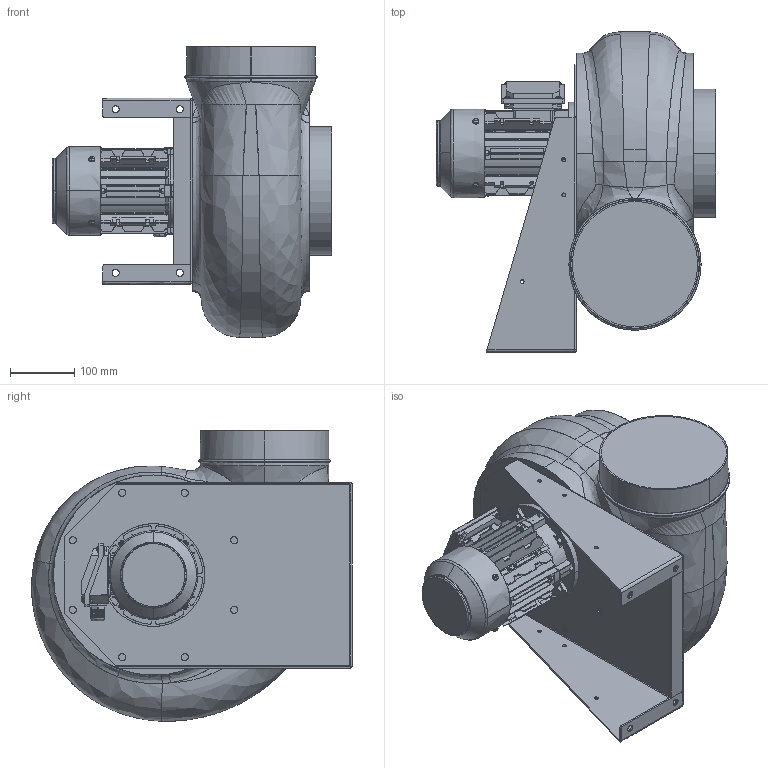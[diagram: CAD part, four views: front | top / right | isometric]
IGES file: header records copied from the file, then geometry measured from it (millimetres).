
Start section: SolidWorks IGES file using analytic representation for surfaces
Global section: file name: PR-AC 250 LG270.IGS; native system: SolidWorks 2022; preprocessor: SolidWorks 2022; author: girelli; date: 220722.151749; units: millimetre
Bounding box: 435.94 x 499.85 x 452.91 mm (x, y, z)
Surface area: 1213146.3 mm2 (no closed solid volume)
Topology: 0 solids, 0 shells, 1789 faces, 19663 edges, 19671 vertices
Faces by surface type: bspline 1157, revolution 632
